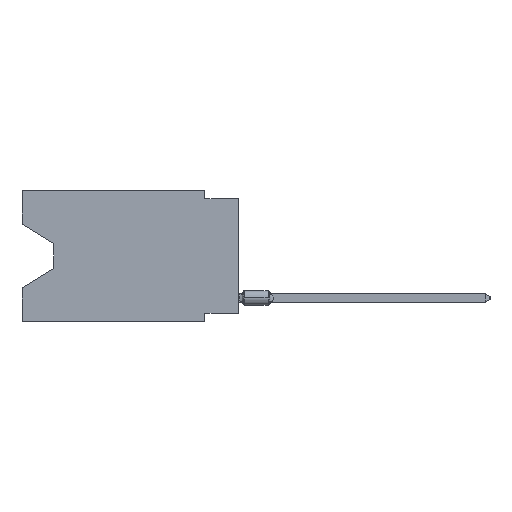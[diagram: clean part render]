
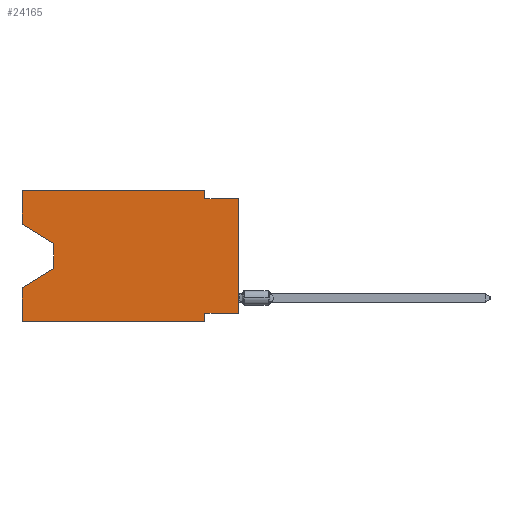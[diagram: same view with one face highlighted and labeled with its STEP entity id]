
A CAD part, left-side view. The second image highlights one B-rep face of the part: STEP entity #24165.
In plain terms, the highlighted planar face has unit normal (-1, 0, 0).
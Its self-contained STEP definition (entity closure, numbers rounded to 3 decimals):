
#82 = ORIENTED_EDGE ( 'NONE', *, *, #29218, .T. ) ;
#480 = EDGE_CURVE ( 'NONE', #10821, #36768, #20972, .T. ) ;
#1241 = DIRECTION ( 'NONE',  ( 0., 0., -1. ) ) ;
#1775 = VERTEX_POINT ( 'NONE', #19588 ) ;
#2028 = VERTEX_POINT ( 'NONE', #34466 ) ;
#2246 = CARTESIAN_POINT ( 'NONE',  ( 0., 13.97, -4.013 ) ) ;
#2769 = EDGE_CURVE ( 'NONE', #2028, #1775, #48258, .T. ) ;
#3839 = PLANE ( 'NONE',  #30662 ) ;
#4311 = VERTEX_POINT ( 'NONE', #31268 ) ;
#4565 = DIRECTION ( 'NONE',  ( 0., 0., -1. ) ) ;
#4671 = LINE ( 'NONE', #19615, #34254 ) ;
#5512 = ORIENTED_EDGE ( 'NONE', *, *, #46749, .F. ) ;
#6034 = LINE ( 'NONE', #40090, #36293 ) ;
#6308 = EDGE_CURVE ( 'NONE', #38122, #7709, #41726, .T. ) ;
#6961 = VECTOR ( 'NONE', #46343, 1000. ) ;
#7537 = VECTOR ( 'NONE', #34872, 1000. ) ;
#7709 = VERTEX_POINT ( 'NONE', #2246 ) ;
#8164 = CARTESIAN_POINT ( 'NONE',  ( 0., 16.383, -2.546 ) ) ;
#8435 = ORIENTED_EDGE ( 'NONE', *, *, #25786, .F. ) ;
#8564 = CARTESIAN_POINT ( 'NONE',  ( 0., 0., -0.635 ) ) ;
#8808 = DIRECTION ( 'NONE',  ( 0., -1., 0. ) ) ;
#8832 = ORIENTED_EDGE ( 'NONE', *, *, #6308, .T. ) ;
#9379 = VERTEX_POINT ( 'NONE', #19085 ) ;
#10529 = LINE ( 'NONE', #39673, #35741 ) ;
#10741 = EDGE_CURVE ( 'NONE', #7709, #43814, #29546, .T. ) ;
#10821 = VERTEX_POINT ( 'NONE', #29297 ) ;
#11326 = VERTEX_POINT ( 'NONE', #33820 ) ;
#11843 = EDGE_LOOP ( 'NONE', ( #8832, #32610, #82, #8435, #12830, #28492, #36480, #16733, #34270, #5512, #30856, #33634 ) ) ;
#12830 = ORIENTED_EDGE ( 'NONE', *, *, #2769, .T. ) ;
#13873 = CARTESIAN_POINT ( 'NONE',  ( 0., 2.54, 0. ) ) ;
#14384 = DIRECTION ( 'NONE',  ( 0., -1., 0. ) ) ;
#14724 = CARTESIAN_POINT ( 'NONE',  ( 0., 16.383, -9.906 ) ) ;
#15086 = LINE ( 'NONE', #45422, #7537 ) ;
#16193 = VECTOR ( 'NONE', #8808, 1000. ) ;
#16465 = CARTESIAN_POINT ( 'NONE',  ( 0., 0., 0. ) ) ;
#16593 = DIRECTION ( 'NONE',  ( 0., 0., -1. ) ) ;
#16733 = ORIENTED_EDGE ( 'NONE', *, *, #45369, .T. ) ;
#17429 = EDGE_CURVE ( 'NONE', #11326, #4311, #22838, .T. ) ;
#18786 = DIRECTION ( 'NONE',  ( 1., 0., 0. ) ) ;
#19085 = CARTESIAN_POINT ( 'NONE',  ( 0., 16.383, -7.36 ) ) ;
#19588 = CARTESIAN_POINT ( 'NONE',  ( 0., 2.54, -9.906 ) ) ;
#19615 = CARTESIAN_POINT ( 'NONE',  ( 0., 2.54, -9.906 ) ) ;
#19874 = DIRECTION ( 'NONE',  ( 0., 1., 0. ) ) ;
#20972 = LINE ( 'NONE', #8564, #16193 ) ;
#21616 = CARTESIAN_POINT ( 'NONE',  ( 0., 16.383, 0. ) ) ;
#22838 = LINE ( 'NONE', #33610, #27640 ) ;
#23377 = LINE ( 'NONE', #45656, #23616 ) ;
#23616 = VECTOR ( 'NONE', #34394, 1000. ) ;
#24165 = ADVANCED_FACE ( 'NONE', ( #34690 ), #3839, .F. ) ;
#24808 = CARTESIAN_POINT ( 'NONE',  ( 0., 0., -0.635 ) ) ;
#25786 = EDGE_CURVE ( 'NONE', #2028, #9379, #23377, .T. ) ;
#26492 = VECTOR ( 'NONE', #16593, 1000. ) ;
#27493 = DIRECTION ( 'NONE',  ( 0., -0.855, -0.519 ) ) ;
#27534 = VECTOR ( 'NONE', #41401, 1000. ) ;
#27640 = VECTOR ( 'NONE', #19874, 1000. ) ;
#28492 = ORIENTED_EDGE ( 'NONE', *, *, #38892, .F. ) ;
#29218 = EDGE_CURVE ( 'NONE', #43814, #9379, #15086, .T. ) ;
#29297 = CARTESIAN_POINT ( 'NONE',  ( 0., 2.54, -0.635 ) ) ;
#29467 = CARTESIAN_POINT ( 'NONE',  ( 0., 13.97, -5.893 ) ) ;
#29546 = LINE ( 'NONE', #36404, #39057 ) ;
#30662 = AXIS2_PLACEMENT_3D ( 'NONE', #33723, #18786, #4565 ) ;
#30856 = ORIENTED_EDGE ( 'NONE', *, *, #33892, .F. ) ;
#31268 = CARTESIAN_POINT ( 'NONE',  ( 0., 2.54, -9.271 ) ) ;
#32610 = ORIENTED_EDGE ( 'NONE', *, *, #10741, .T. ) ;
#33610 = CARTESIAN_POINT ( 'NONE',  ( 0., 0., -9.271 ) ) ;
#33634 = ORIENTED_EDGE ( 'NONE', *, *, #39064, .F. ) ;
#33723 = CARTESIAN_POINT ( 'NONE',  ( 0., 16.383, 0. ) ) ;
#33820 = CARTESIAN_POINT ( 'NONE',  ( 0., 0., -9.271 ) ) ;
#33892 = EDGE_CURVE ( 'NONE', #39820, #42256, #6034, .T. ) ;
#34254 = VECTOR ( 'NONE', #1241, 1000. ) ;
#34270 = ORIENTED_EDGE ( 'NONE', *, *, #480, .F. ) ;
#34394 = DIRECTION ( 'NONE',  ( 0., 0., 1. ) ) ;
#34466 = CARTESIAN_POINT ( 'NONE',  ( 0., 16.383, -9.906 ) ) ;
#34690 = FACE_OUTER_BOUND ( 'NONE', #11843, .T. ) ;
#34872 = DIRECTION ( 'NONE',  ( 0., 0.855, -0.519 ) ) ;
#35741 = VECTOR ( 'NONE', #35992, 1000. ) ;
#35992 = DIRECTION ( 'NONE',  ( 0., 0., 1. ) ) ;
#36293 = VECTOR ( 'NONE', #14384, 1000. ) ;
#36404 = CARTESIAN_POINT ( 'NONE',  ( 0., 13.97, -4.013 ) ) ;
#36480 = ORIENTED_EDGE ( 'NONE', *, *, #17429, .F. ) ;
#36768 = VERTEX_POINT ( 'NONE', #24808 ) ;
#38122 = VERTEX_POINT ( 'NONE', #42743 ) ;
#38892 = EDGE_CURVE ( 'NONE', #4311, #1775, #4671, .T. ) ;
#39057 = VECTOR ( 'NONE', #39846, 1000. ) ;
#39064 = EDGE_CURVE ( 'NONE', #38122, #39820, #10529, .T. ) ;
#39483 = LINE ( 'NONE', #16465, #6961 ) ;
#39673 = CARTESIAN_POINT ( 'NONE',  ( 0., 16.383, 0. ) ) ;
#39820 = VERTEX_POINT ( 'NONE', #21616 ) ;
#39846 = DIRECTION ( 'NONE',  ( 0., 0., -1. ) ) ;
#39850 = CARTESIAN_POINT ( 'NONE',  ( 0., 2.54, 0. ) ) ;
#40090 = CARTESIAN_POINT ( 'NONE',  ( 0., 16.383, 0. ) ) ;
#40389 = VECTOR ( 'NONE', #27493, 1000. ) ;
#41401 = DIRECTION ( 'NONE',  ( 0., -1., 0. ) ) ;
#41726 = LINE ( 'NONE', #8164, #40389 ) ;
#42256 = VERTEX_POINT ( 'NONE', #13873 ) ;
#42743 = CARTESIAN_POINT ( 'NONE',  ( 0., 16.383, -2.546 ) ) ;
#43814 = VERTEX_POINT ( 'NONE', #29467 ) ;
#45369 = EDGE_CURVE ( 'NONE', #11326, #36768, #39483, .T. ) ;
#45422 = CARTESIAN_POINT ( 'NONE',  ( 0., 13.97, -5.893 ) ) ;
#45656 = CARTESIAN_POINT ( 'NONE',  ( 0., 16.383, 0. ) ) ;
#45744 = LINE ( 'NONE', #39850, #26492 ) ;
#46343 = DIRECTION ( 'NONE',  ( 0., 0., 1. ) ) ;
#46749 = EDGE_CURVE ( 'NONE', #42256, #10821, #45744, .T. ) ;
#48258 = LINE ( 'NONE', #14724, #27534 ) ;
